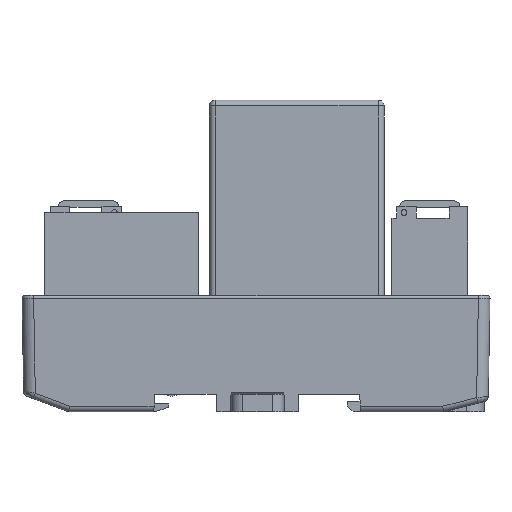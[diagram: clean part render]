
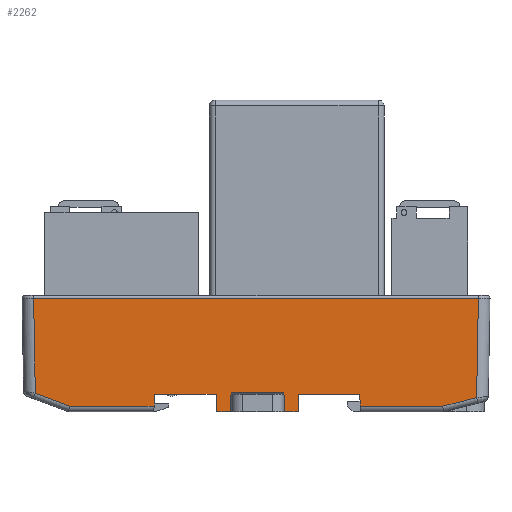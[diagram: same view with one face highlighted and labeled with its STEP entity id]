
A CAD part, front view. The second image highlights one B-rep face of the part: STEP entity #2262.
In plain terms, the highlighted planar face has unit normal (0, -1, -0.018).
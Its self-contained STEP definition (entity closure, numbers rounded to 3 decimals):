
#1453=FACE_OUTER_BOUND('',#4439,.T.);
#2262=ADVANCED_FACE('',(#1453),#3138,.T.);
#3138=PLANE('',#17661);
#4439=EDGE_LOOP('',(#5837,#5838,#5839,#5840,#5841,#5842,#5843,#5844,#5845,
#5846,#5847,#5848,#5849,#5850,#5851,#5852,#5853,#5854,#5855,#5856));
#5837=ORIENTED_EDGE('',*,*,#11952,.T.);
#5838=ORIENTED_EDGE('',*,*,#11953,.F.);
#5839=ORIENTED_EDGE('',*,*,#11954,.T.);
#5840=ORIENTED_EDGE('',*,*,#11955,.T.);
#5841=ORIENTED_EDGE('',*,*,#11956,.T.);
#5842=ORIENTED_EDGE('',*,*,#11957,.F.);
#5843=ORIENTED_EDGE('',*,*,#11887,.F.);
#5844=ORIENTED_EDGE('',*,*,#11958,.F.);
#5845=ORIENTED_EDGE('',*,*,#11959,.F.);
#5846=ORIENTED_EDGE('',*,*,#11960,.T.);
#5847=ORIENTED_EDGE('',*,*,#11961,.T.);
#5848=ORIENTED_EDGE('',*,*,#11962,.F.);
#5849=ORIENTED_EDGE('',*,*,#11963,.T.);
#5850=ORIENTED_EDGE('',*,*,#11964,.T.);
#5851=ORIENTED_EDGE('',*,*,#11965,.F.);
#5852=ORIENTED_EDGE('',*,*,#11966,.T.);
#5853=ORIENTED_EDGE('',*,*,#11874,.F.);
#5854=ORIENTED_EDGE('',*,*,#11967,.F.);
#5855=ORIENTED_EDGE('',*,*,#11968,.T.);
#5856=ORIENTED_EDGE('',*,*,#11969,.T.);
#10326=VERTEX_POINT('',#23880);
#10327=VERTEX_POINT('',#23882);
#10338=VERTEX_POINT('',#23905);
#10339=VERTEX_POINT('',#23907);
#10396=VERTEX_POINT('',#24123);
#10397=VERTEX_POINT('',#24124);
#10398=VERTEX_POINT('',#24126);
#10399=VERTEX_POINT('',#24128);
#10400=VERTEX_POINT('',#24130);
#10401=VERTEX_POINT('',#24132);
#10402=VERTEX_POINT('',#24135);
#10403=VERTEX_POINT('',#24137);
#10404=VERTEX_POINT('',#24139);
#10405=VERTEX_POINT('',#24141);
#10406=VERTEX_POINT('',#24143);
#10407=VERTEX_POINT('',#24145);
#10408=VERTEX_POINT('',#24147);
#10409=VERTEX_POINT('',#24149);
#10410=VERTEX_POINT('',#24152);
#10411=VERTEX_POINT('',#24154);
#11874=EDGE_CURVE('',#10326,#10327,#14143,.T.);
#11887=EDGE_CURVE('',#10338,#10339,#14154,.T.);
#11952=EDGE_CURVE('',#10396,#10397,#14213,.T.);
#11953=EDGE_CURVE('',#10398,#10397,#14214,.T.);
#11954=EDGE_CURVE('',#10398,#10399,#14215,.T.);
#11955=EDGE_CURVE('',#10399,#10400,#14216,.T.);
#11956=EDGE_CURVE('',#10400,#10401,#14217,.T.);
#11957=EDGE_CURVE('',#10339,#10401,#14218,.T.);
#11958=EDGE_CURVE('',#10402,#10338,#14219,.T.);
#11959=EDGE_CURVE('',#10403,#10402,#14220,.T.);
#11960=EDGE_CURVE('',#10403,#10404,#14221,.T.);
#11961=EDGE_CURVE('',#10404,#10405,#14222,.T.);
#11962=EDGE_CURVE('',#10406,#10405,#14223,.T.);
#11963=EDGE_CURVE('',#10406,#10407,#14224,.T.);
#11964=EDGE_CURVE('',#10407,#10408,#14225,.T.);
#11965=EDGE_CURVE('',#10409,#10408,#14226,.T.);
#11966=EDGE_CURVE('',#10409,#10327,#14227,.T.);
#11967=EDGE_CURVE('',#10410,#10326,#14228,.T.);
#11968=EDGE_CURVE('',#10410,#10411,#14229,.T.);
#11969=EDGE_CURVE('',#10411,#10396,#14230,.T.);
#14143=LINE('',#23881,#16033);
#14154=LINE('',#23906,#16044);
#14213=LINE('',#24122,#16103);
#14214=LINE('',#24125,#16104);
#14215=LINE('',#24127,#16105);
#14216=LINE('',#24129,#16106);
#14217=LINE('',#24131,#16107);
#14218=LINE('',#24133,#16108);
#14219=LINE('',#24134,#16109);
#14220=LINE('',#24136,#16110);
#14221=LINE('',#24138,#16111);
#14222=LINE('',#24140,#16112);
#14223=LINE('',#24142,#16113);
#14224=LINE('',#24144,#16114);
#14225=LINE('',#24146,#16115);
#14226=LINE('',#24148,#16116);
#14227=LINE('',#24150,#16117);
#14228=LINE('',#24151,#16118);
#14229=LINE('',#24153,#16119);
#14230=LINE('',#24155,#16120);
#16033=VECTOR('',#19147,1.);
#16044=VECTOR('',#19162,1.);
#16103=VECTOR('',#19229,1.);
#16104=VECTOR('',#19230,1.);
#16105=VECTOR('',#19231,1.);
#16106=VECTOR('',#19232,1.);
#16107=VECTOR('',#19233,1.);
#16108=VECTOR('',#19234,1.);
#16109=VECTOR('',#19235,1.);
#16110=VECTOR('',#19236,1.);
#16111=VECTOR('',#19237,1.);
#16112=VECTOR('',#19238,1.);
#16113=VECTOR('',#19239,1.);
#16114=VECTOR('',#19240,1.);
#16115=VECTOR('',#19241,1.);
#16116=VECTOR('',#19242,1.);
#16117=VECTOR('',#19243,1.);
#16118=VECTOR('',#19244,1.);
#16119=VECTOR('',#19245,1.);
#16120=VECTOR('',#19246,1.);
#17661=AXIS2_PLACEMENT_3D('',#24156,#19247,#19248);
#19147=DIRECTION('',(-1.,0.,0.));
#19162=DIRECTION('',(-1.,0.,0.));
#19229=DIRECTION('',(0.017,-0.017,1.));
#19230=DIRECTION('',(1.,0.,0.));
#19231=DIRECTION('',(0.017,0.017,-1.));
#19232=DIRECTION('',(0.936,0.006,-0.351));
#19233=DIRECTION('',(1.,0.,0.));
#19234=DIRECTION('',(-0.017,0.017,-1.));
#19235=DIRECTION('',(-0.035,-0.017,0.999));
#19236=DIRECTION('',(-1.,0.,0.));
#19237=DIRECTION('',(0.035,-0.017,0.999));
#19238=DIRECTION('',(0.,-0.017,1.));
#19239=DIRECTION('',(-1.,0.,0.));
#19240=DIRECTION('',(0.,0.017,-1.));
#19241=DIRECTION('',(0.035,0.017,-0.999));
#19242=DIRECTION('',(-1.,0.,0.));
#19243=DIRECTION('',(0.035,-0.017,0.999));
#19244=DIRECTION('',(-0.017,-0.017,1.));
#19245=DIRECTION('',(1.,0.,0.));
#19246=DIRECTION('',(0.97,-0.004,0.243));
#19247=DIRECTION('',(0.,-1.,-0.017));
#19248=DIRECTION('',(0.,0.017,-1.));
#23880=CARTESIAN_POINT('',(17.849,44.935,-6.544));
#23881=CARTESIAN_POINT('',(0.,44.935,-6.544));
#23882=CARTESIAN_POINT('',(7.363,44.935,-6.544));
#23905=CARTESIAN_POINT('',(-6.847,44.935,-6.544));
#23906=CARTESIAN_POINT('',(0.,44.935,-6.544));
#23907=CARTESIAN_POINT('',(-17.483,44.935,-6.544));
#24122=CARTESIAN_POINT('',(38.21,44.637,10.491));
#24123=CARTESIAN_POINT('',(37.903,44.944,-7.107));
#24124=CARTESIAN_POINT('',(38.2,44.647,9.943));
#24125=CARTESIAN_POINT('',(0.,44.647,9.943));
#24126=CARTESIAN_POINT('',(-38.2,44.647,9.943));
#24127=CARTESIAN_POINT('',(-38.198,44.649,9.792));
#24128=CARTESIAN_POINT('',(-37.916,44.931,-6.354));
#24129=CARTESIAN_POINT('',(-10.205,45.113,-16.745));
#24130=CARTESIAN_POINT('',(-32.028,44.97,-8.562));
#24131=CARTESIAN_POINT('',(0.,44.97,-8.562));
#24132=CARTESIAN_POINT('',(-17.518,44.97,-8.562));
#24133=CARTESIAN_POINT('',(-17.181,44.633,10.758));
#24134=CARTESIAN_POINT('',(-7.431,44.642,10.199));
#24135=CARTESIAN_POINT('',(-6.742,44.987,-9.544));
#24136=CARTESIAN_POINT('',(0.258,44.987,-9.544));
#24137=CARTESIAN_POINT('',(-4.397,44.987,-9.544));
#24138=CARTESIAN_POINT('',(-3.694,44.635,10.587));
#24139=CARTESIAN_POINT('',(-4.292,44.935,-6.544));
#24140=CARTESIAN_POINT('',(-4.292,44.638,10.458));
#24141=CARTESIAN_POINT('',(-4.292,44.93,-6.26));
#24142=CARTESIAN_POINT('',(-209.187,44.93,-6.26));
#24143=CARTESIAN_POINT('',(4.808,44.93,-6.26));
#24144=CARTESIAN_POINT('',(4.808,44.638,10.458));
#24145=CARTESIAN_POINT('',(4.808,44.935,-6.544));
#24146=CARTESIAN_POINT('',(4.209,44.635,10.605));
#24147=CARTESIAN_POINT('',(4.913,44.987,-9.544));
#24148=CARTESIAN_POINT('',(0.258,44.987,-9.544));
#24149=CARTESIAN_POINT('',(7.258,44.987,-9.544));
#24150=CARTESIAN_POINT('',(7.252,44.99,-9.719));
#24151=CARTESIAN_POINT('',(17.86,44.945,-7.173));
#24152=CARTESIAN_POINT('',(17.884,44.97,-8.562));
#24153=CARTESIAN_POINT('',(0.,44.97,-8.562));
#24154=CARTESIAN_POINT('',(32.086,44.97,-8.562));
#24155=CARTESIAN_POINT('',(6.365,45.082,-14.992));
#24156=CARTESIAN_POINT('',(0.,44.638,10.458));
